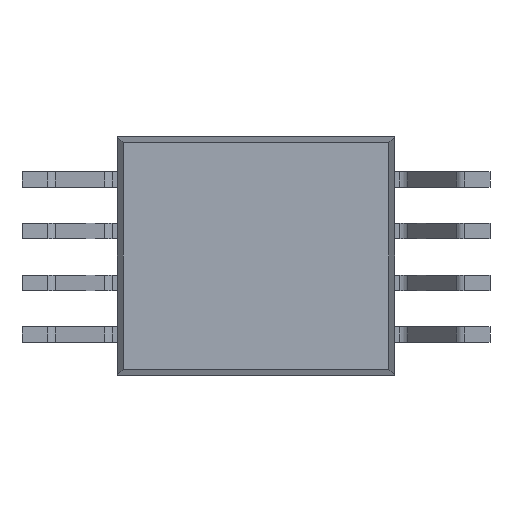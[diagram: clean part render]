
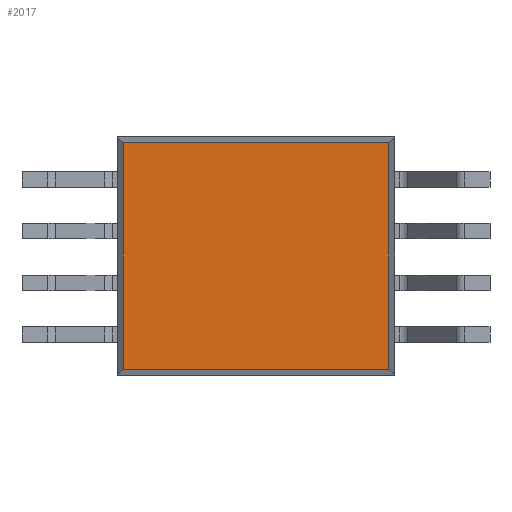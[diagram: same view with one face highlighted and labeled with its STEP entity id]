
A CAD part, front view. The second image highlights one B-rep face of the part: STEP entity #2017.
In plain terms, the highlighted planar face has unit normal (0, -1, 0).
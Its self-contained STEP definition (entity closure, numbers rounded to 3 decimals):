
#1723 = PLANE('',#1724);
#1724 = AXIS2_PLACEMENT_3D('',#1725,#1726,#1727);
#1725 = CARTESIAN_POINT('',(-5.374,0.,3.045));
#1726 = DIRECTION('',(-0.996,-0.087,
    0.));
#1727 = DIRECTION('',(0.087,-0.996,0.));
#1751 = PLANE('',#1752);
#1752 = AXIS2_PLACEMENT_3D('',#1753,#1754,#1755);
#1753 = CARTESIAN_POINT('',(-5.374,0.,8.895));
#1754 = DIRECTION('',(0.,-0.087,
    0.996));
#1755 = DIRECTION('',(0.,-0.996,-0.087));
#1779 = PLANE('',#1780);
#1780 = AXIS2_PLACEMENT_3D('',#1781,#1782,#1783);
#1781 = CARTESIAN_POINT('',(1.433,0.,8.895));
#1782 = DIRECTION('',(0.996,-0.087,
    0.));
#1783 = DIRECTION('',(0.087,0.996,
    0.));
#1805 = PLANE('',#1806);
#1806 = AXIS2_PLACEMENT_3D('',#1807,#1808,#1809);
#1807 = CARTESIAN_POINT('',(1.433,0.,3.045));
#1808 = DIRECTION('',(0.,-0.087,
    -0.996));
#1809 = DIRECTION('',(0.,0.996,
    -0.087));
#1822 = VERTEX_POINT('',#1823);
#1823 = CARTESIAN_POINT('',(1.294,-1.59,3.184));
#1844 = EDGE_CURVE('',#1822,#1845,#1847,.T.);
#1845 = VERTEX_POINT('',#1846);
#1846 = CARTESIAN_POINT('',(-5.235,-1.59,3.184));
#1847 = SURFACE_CURVE('',#1848,(#1852,#1859),.PCURVE_S1.);
#1848 = LINE('',#1849,#1850);
#1849 = CARTESIAN_POINT('',(1.433,-1.59,3.184));
#1850 = VECTOR('',#1851,1.);
#1851 = DIRECTION('',(-1.,0.,0.));
#1852 = PCURVE('',#1805,#1853);
#1853 = DEFINITIONAL_REPRESENTATION('',(#1854),#1858);
#1854 = LINE('',#1855,#1856);
#1855 = CARTESIAN_POINT('',(-1.596,0.));
#1856 = VECTOR('',#1857,1.);
#1857 = DIRECTION('',(0.,-1.));
#1858 = ( GEOMETRIC_REPRESENTATION_CONTEXT(2) 
PARAMETRIC_REPRESENTATION_CONTEXT() REPRESENTATION_CONTEXT('2D SPACE',''
  ) );
#1859 = PCURVE('',#1860,#1865);
#1860 = PLANE('',#1861);
#1861 = AXIS2_PLACEMENT_3D('',#1862,#1863,#1864);
#1862 = CARTESIAN_POINT('',(-1.971,-1.59,5.97));
#1863 = DIRECTION('',(0.,-1.,0.));
#1864 = DIRECTION('',(0.,-0.,-1.));
#1865 = DEFINITIONAL_REPRESENTATION('',(#1866),#1870);
#1866 = LINE('',#1867,#1868);
#1867 = CARTESIAN_POINT('',(2.786,3.404));
#1868 = VECTOR('',#1869,1.);
#1869 = DIRECTION('',(0.,-1.));
#1870 = ( GEOMETRIC_REPRESENTATION_CONTEXT(2) 
PARAMETRIC_REPRESENTATION_CONTEXT() REPRESENTATION_CONTEXT('2D SPACE',''
  ) );
#1898 = EDGE_CURVE('',#1845,#1899,#1901,.T.);
#1899 = VERTEX_POINT('',#1900);
#1900 = CARTESIAN_POINT('',(-5.235,-1.59,8.756));
#1901 = SURFACE_CURVE('',#1902,(#1906,#1913),.PCURVE_S1.);
#1902 = LINE('',#1903,#1904);
#1903 = CARTESIAN_POINT('',(-5.235,-1.59,3.045));
#1904 = VECTOR('',#1905,1.);
#1905 = DIRECTION('',(0.,0.,1.));
#1906 = PCURVE('',#1723,#1907);
#1907 = DEFINITIONAL_REPRESENTATION('',(#1908),#1912);
#1908 = LINE('',#1909,#1910);
#1909 = CARTESIAN_POINT('',(1.596,0.));
#1910 = VECTOR('',#1911,1.);
#1911 = DIRECTION('',(0.,1.));
#1912 = ( GEOMETRIC_REPRESENTATION_CONTEXT(2) 
PARAMETRIC_REPRESENTATION_CONTEXT() REPRESENTATION_CONTEXT('2D SPACE',''
  ) );
#1913 = PCURVE('',#1860,#1914);
#1914 = DEFINITIONAL_REPRESENTATION('',(#1915),#1919);
#1915 = LINE('',#1916,#1917);
#1916 = CARTESIAN_POINT('',(2.925,-3.264));
#1917 = VECTOR('',#1918,1.);
#1918 = DIRECTION('',(-1.,0.));
#1919 = ( GEOMETRIC_REPRESENTATION_CONTEXT(2) 
PARAMETRIC_REPRESENTATION_CONTEXT() REPRESENTATION_CONTEXT('2D SPACE',''
  ) );
#1947 = EDGE_CURVE('',#1899,#1948,#1950,.T.);
#1948 = VERTEX_POINT('',#1949);
#1949 = CARTESIAN_POINT('',(1.294,-1.59,8.756));
#1950 = SURFACE_CURVE('',#1951,(#1955,#1962),.PCURVE_S1.);
#1951 = LINE('',#1952,#1953);
#1952 = CARTESIAN_POINT('',(-5.374,-1.59,8.756));
#1953 = VECTOR('',#1954,1.);
#1954 = DIRECTION('',(1.,0.,0.));
#1955 = PCURVE('',#1751,#1956);
#1956 = DEFINITIONAL_REPRESENTATION('',(#1957),#1961);
#1957 = LINE('',#1958,#1959);
#1958 = CARTESIAN_POINT('',(1.596,0.));
#1959 = VECTOR('',#1960,1.);
#1960 = DIRECTION('',(0.,1.));
#1961 = ( GEOMETRIC_REPRESENTATION_CONTEXT(2) 
PARAMETRIC_REPRESENTATION_CONTEXT() REPRESENTATION_CONTEXT('2D SPACE',''
  ) );
#1962 = PCURVE('',#1860,#1963);
#1963 = DEFINITIONAL_REPRESENTATION('',(#1964),#1968);
#1964 = LINE('',#1965,#1966);
#1965 = CARTESIAN_POINT('',(-2.786,-3.404));
#1966 = VECTOR('',#1967,1.);
#1967 = DIRECTION('',(0.,1.));
#1968 = ( GEOMETRIC_REPRESENTATION_CONTEXT(2) 
PARAMETRIC_REPRESENTATION_CONTEXT() REPRESENTATION_CONTEXT('2D SPACE',''
  ) );
#1996 = EDGE_CURVE('',#1948,#1822,#1997,.T.);
#1997 = SURFACE_CURVE('',#1998,(#2002,#2009),.PCURVE_S1.);
#1998 = LINE('',#1999,#2000);
#1999 = CARTESIAN_POINT('',(1.294,-1.59,8.895));
#2000 = VECTOR('',#2001,1.);
#2001 = DIRECTION('',(0.,0.,-1.));
#2002 = PCURVE('',#1779,#2003);
#2003 = DEFINITIONAL_REPRESENTATION('',(#2004),#2008);
#2004 = LINE('',#2005,#2006);
#2005 = CARTESIAN_POINT('',(-1.596,0.));
#2006 = VECTOR('',#2007,1.);
#2007 = DIRECTION('',(0.,-1.));
#2008 = ( GEOMETRIC_REPRESENTATION_CONTEXT(2) 
PARAMETRIC_REPRESENTATION_CONTEXT() REPRESENTATION_CONTEXT('2D SPACE',''
  ) );
#2009 = PCURVE('',#1860,#2010);
#2010 = DEFINITIONAL_REPRESENTATION('',(#2011),#2015);
#2011 = LINE('',#2012,#2013);
#2012 = CARTESIAN_POINT('',(-2.925,3.264));
#2013 = VECTOR('',#2014,1.);
#2014 = DIRECTION('',(1.,0.));
#2015 = ( GEOMETRIC_REPRESENTATION_CONTEXT(2) 
PARAMETRIC_REPRESENTATION_CONTEXT() REPRESENTATION_CONTEXT('2D SPACE',''
  ) );
#2017 = ADVANCED_FACE('',(#2018),#1860,.T.);
#2018 = FACE_BOUND('',#2019,.T.);
#2019 = EDGE_LOOP('',(#2020,#2021,#2022,#2023));
#2020 = ORIENTED_EDGE('',*,*,#1996,.F.);
#2021 = ORIENTED_EDGE('',*,*,#1947,.F.);
#2022 = ORIENTED_EDGE('',*,*,#1898,.F.);
#2023 = ORIENTED_EDGE('',*,*,#1844,.F.);
